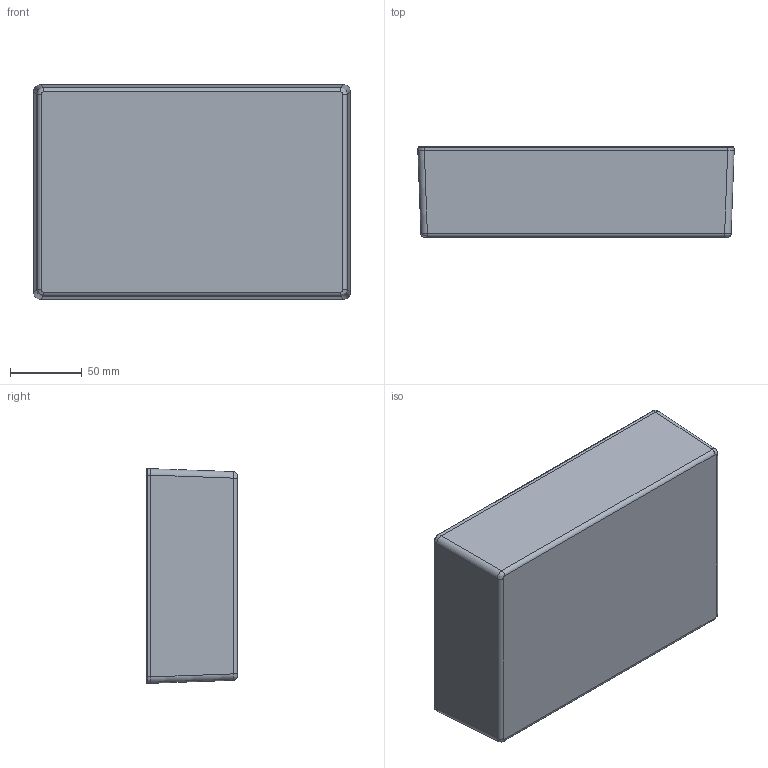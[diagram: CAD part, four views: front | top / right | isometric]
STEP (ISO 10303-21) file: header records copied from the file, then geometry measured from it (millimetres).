
FILE_DESCRIPTION(/* description */ (''),/* implementation_level */ '2;1');
FILE_NAME(/* name */ '1591XXF.iam.stp',/* time_stamp */ '2015-12-21T09:49:53-05:00',/* author */ ('mfisher'),/* organization */ (''),/* preprocessor_version */ 'ST-DEVELOPER v16.1',/* originating_system */ 'Autodesk Inventor 2016',/* authorisation */ '');
FILE_SCHEMA (('AUTOMOTIVE_DESIGN { 1 0 10303 214 3 1 1 }'));
Length unit declared in the file: inch
Products named in the file (5): 1591XXF BOX; 1591XXF LID; SC500 (screw M3-0.5X 10mm FH); IN100 (insert M3-0.5X5.75mm BRASS); 1591XXF
Assembly tree (14 placements, depth 2):
  1591XXF
    1591XXF BOX
    1591XXF LID
    SC500 (screw M3-0.5X 10mm FH)  x6
    IN100 (insert M3-0.5X5.75mm BRASS)  x6
Bounding box: 221 x 63.5 x 150 mm (x, y, z)
Volume: 357067.3 mm3; surface area: 241002 mm2
Topology: 14 solids, 14 shells, 1333 faces, 3615 edges, 2392 vertices
Faces by surface type: bspline 492, plane 386, cylinder 383, cone 66, torus 6
Full cylindrical faces by diameter (mm): 2.25 x16, 2.464 x6, 2.91 x6, 3.81 x18, 3.86 x6, 3.912 x6, 4 x6, 5 x16, 5.5 x6, 8 x6
Entity records: 17761 total; most frequent: CARTESIAN_POINT 5561, ORIENTED_EDGE 2590, DIRECTION 2221, EDGE_CURVE 1279, VERTEX_POINT 890, AXIS2_PLACEMENT_3D 816, EDGE_LOOP 679, LINE 589
